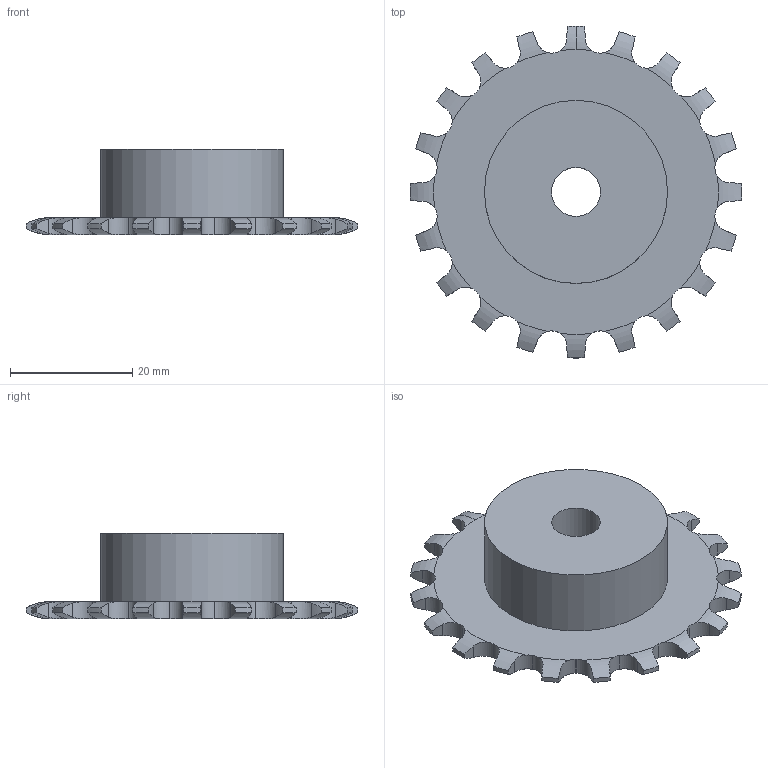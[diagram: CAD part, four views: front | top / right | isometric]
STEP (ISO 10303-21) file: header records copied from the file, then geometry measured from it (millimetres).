
FILE_DESCRIPTION(('FreeCAD Model'),'2;1');
FILE_NAME('Open CASCADE Shape Model','2021-03-07T16:58:20',( 'Simone Bignetti'),(''),'Open CASCADE STEP processor 7.4','FreeCAD', 'Unknown');
FILE_SCHEMA(('AUTOMOTIVE_DESIGN { 1 0 10303 214 1 1 1 1 }'));
Length unit declared in the file: millimetre
Products named in the file (1): Hole
Bounding box: 54.39 x 54.4 x 14 mm (x, y, z)
Volume: 12543.5 mm3; surface area: 5790.7 mm2
Topology: 1 solids, 1 shells, 188 faces, 553 edges, 369 vertices
Faces by surface type: cylinder 102, plane 44, revolution 42
Full cylindrical faces by diameter (mm): 8 x1, 30 x1
Entity records: 19108 total; most frequent: CARTESIAN_POINT 8917, DIRECTION 1667, ORIENTED_EDGE 1106, PCURVE 1106, DEFINITIONAL_REPRESENTATION 1106, LINE 840, VECTOR 840, EDGE_CURVE 553
